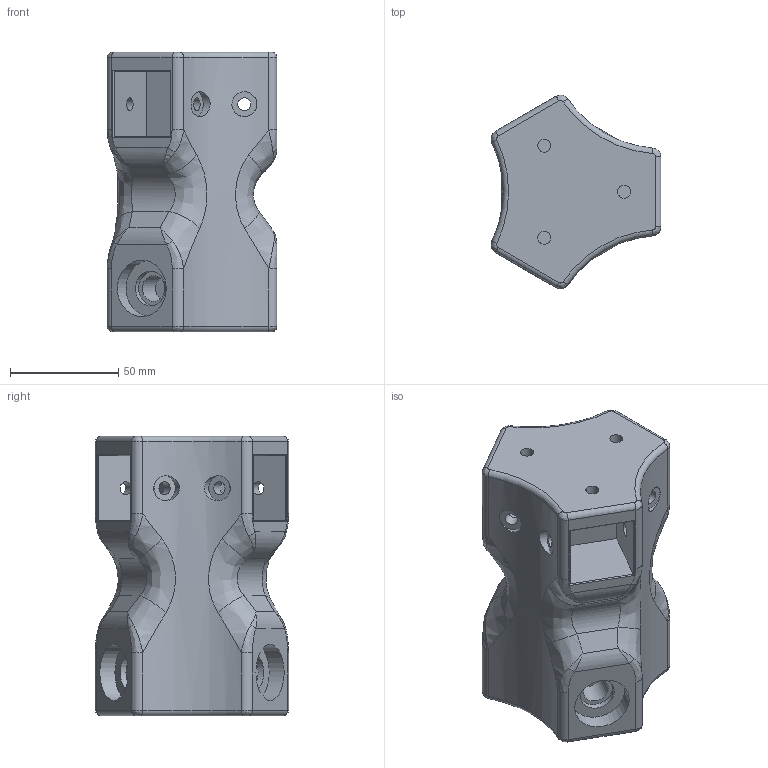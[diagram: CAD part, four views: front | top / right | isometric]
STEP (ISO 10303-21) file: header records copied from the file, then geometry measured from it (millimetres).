
FILE_DESCRIPTION(/* description */ (''),/* implementation_level */ '2;1');
FILE_NAME(/* name */ '3_way_middle_connector.step',/* time_stamp */ '2024-05-15T00:32:23+03:00',/* author */ (''),/* organization */ (''),/* preprocessor_version */ 'ST-DEVELOPER v20',/* originating_system */ 'Autodesk Translation Framework v12.20.1.177',/* authorisation */ '');
FILE_SCHEMA (('AUTOMOTIVE_DESIGN { 1 0 10303 214 3 1 1 }'));
Length unit declared in the file: millimetre
Products named in the file (1): 3_way_middle_connector
Bounding box: 78.31 x 89.19 x 129 mm (x, y, z)
Volume: 469755.3 mm3; surface area: 58386 mm2
Topology: 1 solids, 1 shells, 170 faces, 384 edges, 222 vertices
Faces by surface type: plane 56, cylinder 54, bspline 54, torus 6
Full cylindrical faces by diameter (mm): 6 x9, 11.5 x6, 12 x3, 16 x3, 26.04 x3
Entity records: 6152 total; most frequent: CARTESIAN_POINT 2563, ORIENTED_EDGE 744, DIRECTION 696, EDGE_CURVE 372, AXIS2_PLACEMENT_3D 279, VERTEX_POINT 222, EDGE_LOOP 206, FACE_OUTER_BOUND 170
